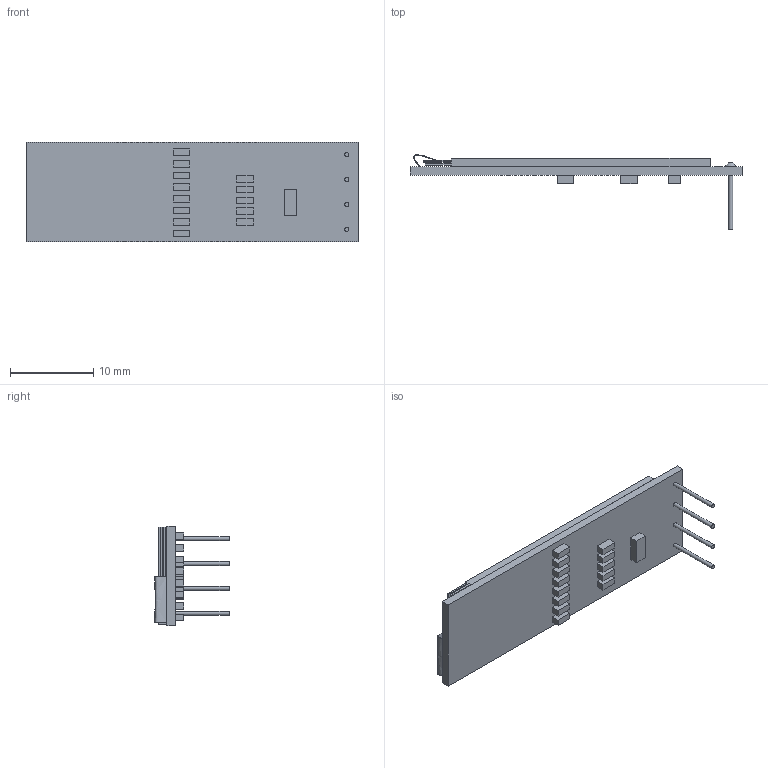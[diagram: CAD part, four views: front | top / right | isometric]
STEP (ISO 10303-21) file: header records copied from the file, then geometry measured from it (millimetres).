
FILE_DESCRIPTION(('HOOPS Exchange Step'),'2;1');
FILE_NAME('b2c49883cde1de659d77fdbc21701f9120210820-1-hzz491.SLDPRT.step','2021-08-20T22:27:16+00:00',('root'),('Unknown organisation'),'HOOPS Exchange 2021.0','HOOPS Exchange','Unknown authorisation');
FILE_SCHEMA( ('AUTOMOTIVE_DESIGN { 1 0 10303 214 1 1 1 1 }') );
Length unit declared in the file: centimetre
Products named in the file (2): Default; b2c49883cde1de659d77fdbc21701f9120210820-1-hzz491
Assembly tree (1 placements, depth 2):
  b2c49883cde1de659d77fdbc21701f9120210820-1-hzz491
    Default
Bounding box: 40 x 8.96 x 12 mm (x, y, z)
Volume: 897 mm3; surface area: 1473.9 mm2
Topology: 1 solids, 1 shells, 263 faces, 680 edges, 456 vertices
Faces by surface type: plane 173, extrusion 82, cone 4, cylinder 4
Full cylindrical faces by diameter (mm): 0.5 x4
Entity records: 11352 total; most frequent: CARTESIAN_POINT 5026, ORIENTED_EDGE 1360, DIRECTION 990, EDGE_CURVE 680, VECTOR 574, LINE 492, VERTEX_POINT 456, EDGE_LOOP 302
